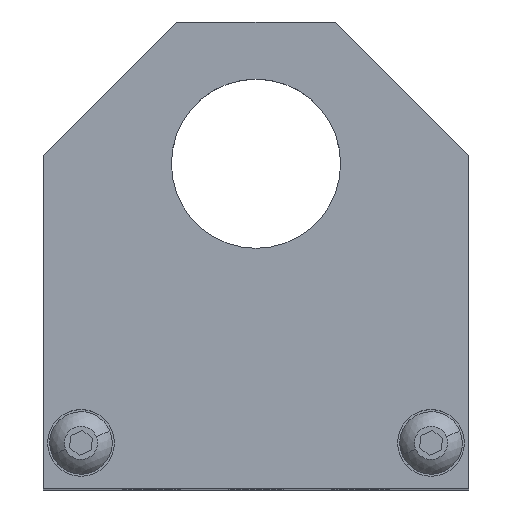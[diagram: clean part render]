
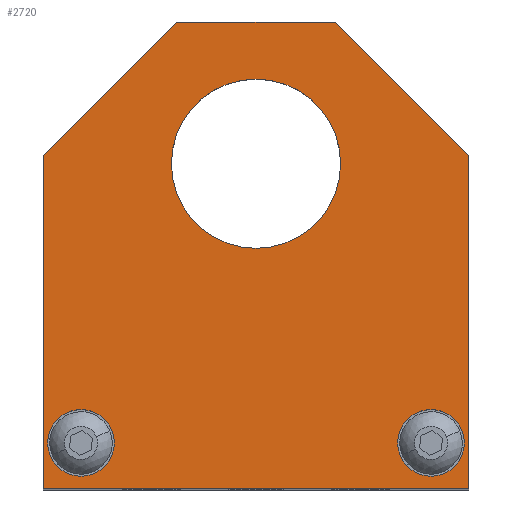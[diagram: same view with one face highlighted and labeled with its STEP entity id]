
A CAD part, top view. The second image highlights one B-rep face of the part: STEP entity #2720.
In plain terms, the highlighted planar face has unit normal (0, 0, 1).
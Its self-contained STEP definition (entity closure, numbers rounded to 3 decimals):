
#11 = VERTEX_POINT ( 'NONE', #90 ) ;
#29 = DIRECTION ( 'NONE',  ( 0.707, 0.707, 0. ) ) ;
#61 = CARTESIAN_POINT ( 'NONE',  ( -9.5, 45., 6. ) ) ;
#90 = CARTESIAN_POINT ( 'NONE',  ( -10.15, 28., 6. ) ) ;
#158 = ORIENTED_EDGE ( 'NONE', *, *, #2267, .F. ) ;
#172 = CARTESIAN_POINT ( 'NONE',  ( -21., -5.5, 6. ) ) ;
#195 = DIRECTION ( 'NONE',  ( 1., 0., 0. ) ) ;
#208 = AXIS2_PLACEMENT_3D ( 'NONE', #1041, #2468, #2824 ) ;
#212 = CIRCLE ( 'NONE', #3272, 10.15 ) ;
#229 = VERTEX_POINT ( 'NONE', #2320 ) ;
#255 = EDGE_LOOP ( 'NONE', ( #4475, #2699 ) ) ;
#391 = EDGE_CURVE ( 'NONE', #4186, #736, #2945, .T. ) ;
#413 = CARTESIAN_POINT ( 'NONE',  ( -25.5, -11., 6. ) ) ;
#506 = CARTESIAN_POINT ( 'NONE',  ( 21., -5.5, 6. ) ) ;
#518 = CIRCLE ( 'NONE', #3777, 4. ) ;
#521 = VERTEX_POINT ( 'NONE', #61 ) ;
#530 = LINE ( 'NONE', #3098, #3466 ) ;
#548 = EDGE_CURVE ( 'NONE', #4026, #680, #667, .T. ) ;
#639 = DIRECTION ( 'NONE',  ( 0., 0., 1. ) ) ;
#667 = LINE ( 'NONE', #3543, #2791 ) ;
#680 = VERTEX_POINT ( 'NONE', #3495 ) ;
#726 = EDGE_CURVE ( 'NONE', #871, #521, #2635, .T. ) ;
#736 = VERTEX_POINT ( 'NONE', #1388 ) ;
#742 = EDGE_LOOP ( 'NONE', ( #2555, #4307 ) ) ;
#865 = ORIENTED_EDGE ( 'NONE', *, *, #1926, .F. ) ;
#871 = VERTEX_POINT ( 'NONE', #1140 ) ;
#875 = ORIENTED_EDGE ( 'NONE', *, *, #2248, .F. ) ;
#935 = CARTESIAN_POINT ( 'NONE',  ( 0., 28., 6. ) ) ;
#958 = FACE_BOUND ( 'NONE', #255, .T. ) ;
#967 = AXIS2_PLACEMENT_3D ( 'NONE', #4125, #4103, #2025 ) ;
#999 = CARTESIAN_POINT ( 'NONE',  ( -25.5, -11., 6. ) ) ;
#1024 = CARTESIAN_POINT ( 'NONE',  ( 21., -5.5, 6. ) ) ;
#1041 = CARTESIAN_POINT ( 'NONE',  ( 0., 28., 6. ) ) ;
#1059 = CARTESIAN_POINT ( 'NONE',  ( -25.5, 29., 6. ) ) ;
#1060 = VECTOR ( 'NONE', #2732, 1000. ) ;
#1128 = EDGE_CURVE ( 'NONE', #2289, #11, #212, .T. ) ;
#1140 = CARTESIAN_POINT ( 'NONE',  ( -25.5, 29., 6. ) ) ;
#1306 = DIRECTION ( 'NONE',  ( 0., 0., -1. ) ) ;
#1313 = CIRCLE ( 'NONE', #967, 4. ) ;
#1353 = ORIENTED_EDGE ( 'NONE', *, *, #548, .F. ) ;
#1374 = DIRECTION ( 'NONE',  ( 1., 0., 0. ) ) ;
#1388 = CARTESIAN_POINT ( 'NONE',  ( 25., -5.5, 6. ) ) ;
#1501 = AXIS2_PLACEMENT_3D ( 'NONE', #2417, #639, #4443 ) ;
#1510 = CARTESIAN_POINT ( 'NONE',  ( -25., -5.5, 6. ) ) ;
#1563 = CARTESIAN_POINT ( 'NONE',  ( -17., -5.5, 6. ) ) ;
#1583 = EDGE_CURVE ( 'NONE', #2031, #3355, #1313, .T. ) ;
#1772 = LINE ( 'NONE', #999, #2700 ) ;
#1832 = EDGE_LOOP ( 'NONE', ( #4295, #875, #2890, #158, #1353, #2846 ) ) ;
#1926 = EDGE_CURVE ( 'NONE', #736, #4186, #4235, .T. ) ;
#1988 = LINE ( 'NONE', #3765, #1060 ) ;
#2006 = DIRECTION ( 'NONE',  ( 0., 1., 0. ) ) ;
#2025 = DIRECTION ( 'NONE',  ( 1., 0., 0. ) ) ;
#2031 = VERTEX_POINT ( 'NONE', #1563 ) ;
#2180 = VECTOR ( 'NONE', #29, 1000. ) ;
#2248 = EDGE_CURVE ( 'NONE', #3740, #871, #1772, .T. ) ;
#2267 = EDGE_CURVE ( 'NONE', #680, #229, #1988, .T. ) ;
#2274 = CIRCLE ( 'NONE', #208, 10.15 ) ;
#2289 = VERTEX_POINT ( 'NONE', #3102 ) ;
#2320 = CARTESIAN_POINT ( 'NONE',  ( 25.5, -11., 6. ) ) ;
#2324 = CARTESIAN_POINT ( 'NONE',  ( 25.5, -11., 6. ) ) ;
#2361 = CARTESIAN_POINT ( 'NONE',  ( 17., -5.5, 6. ) ) ;
#2394 = AXIS2_PLACEMENT_3D ( 'NONE', #1024, #3498, #2462 ) ;
#2417 = CARTESIAN_POINT ( 'NONE',  ( 0., 54.5, 6. ) ) ;
#2462 = DIRECTION ( 'NONE',  ( 1., 0., 0. ) ) ;
#2468 = DIRECTION ( 'NONE',  ( 0., 0., -1. ) ) ;
#2499 = FACE_OUTER_BOUND ( 'NONE', #1832, .T. ) ;
#2555 = ORIENTED_EDGE ( 'NONE', *, *, #1583, .F. ) ;
#2598 = LINE ( 'NONE', #2324, #2873 ) ;
#2635 = LINE ( 'NONE', #1059, #2180 ) ;
#2699 = ORIENTED_EDGE ( 'NONE', *, *, #1128, .T. ) ;
#2700 = VECTOR ( 'NONE', #2006, 1000. ) ;
#2720 = ADVANCED_FACE ( 'NONE', ( #958, #2985, #4379, #2499 ), #2774, .T. ) ;
#2732 = DIRECTION ( 'NONE',  ( 0., -1., 0. ) ) ;
#2737 = EDGE_CURVE ( 'NONE', #521, #4026, #530, .T. ) ;
#2774 = PLANE ( 'NONE',  #1501 ) ;
#2791 = VECTOR ( 'NONE', #4245, 1000. ) ;
#2802 = EDGE_CURVE ( 'NONE', #11, #2289, #2274, .T. ) ;
#2824 = DIRECTION ( 'NONE',  ( -1., 0., 0. ) ) ;
#2846 = ORIENTED_EDGE ( 'NONE', *, *, #2737, .F. ) ;
#2873 = VECTOR ( 'NONE', #4417, 1000. ) ;
#2890 = ORIENTED_EDGE ( 'NONE', *, *, #3576, .F. ) ;
#2900 = CARTESIAN_POINT ( 'NONE',  ( 9.5, 45., 6. ) ) ;
#2945 = CIRCLE ( 'NONE', #2394, 4. ) ;
#2985 = FACE_BOUND ( 'NONE', #4038, .T. ) ;
#3098 = CARTESIAN_POINT ( 'NONE',  ( -9.5, 45., 6. ) ) ;
#3102 = CARTESIAN_POINT ( 'NONE',  ( 10.15, 28., 6. ) ) ;
#3272 = AXIS2_PLACEMENT_3D ( 'NONE', #935, #1306, #4408 ) ;
#3335 = ORIENTED_EDGE ( 'NONE', *, *, #391, .F. ) ;
#3355 = VERTEX_POINT ( 'NONE', #1510 ) ;
#3391 = AXIS2_PLACEMENT_3D ( 'NONE', #506, #3612, #3978 ) ;
#3466 = VECTOR ( 'NONE', #1374, 1000. ) ;
#3495 = CARTESIAN_POINT ( 'NONE',  ( 25.5, 29., 6. ) ) ;
#3498 = DIRECTION ( 'NONE',  ( 0., 0., 1. ) ) ;
#3543 = CARTESIAN_POINT ( 'NONE',  ( 25.5, 29., 6. ) ) ;
#3576 = EDGE_CURVE ( 'NONE', #229, #3740, #2598, .T. ) ;
#3612 = DIRECTION ( 'NONE',  ( 0., 0., 1. ) ) ;
#3664 = DIRECTION ( 'NONE',  ( 0., 0., 1. ) ) ;
#3740 = VERTEX_POINT ( 'NONE', #413 ) ;
#3765 = CARTESIAN_POINT ( 'NONE',  ( 25.5, 29., 6. ) ) ;
#3777 = AXIS2_PLACEMENT_3D ( 'NONE', #172, #3664, #195 ) ;
#3904 = EDGE_CURVE ( 'NONE', #3355, #2031, #518, .T. ) ;
#3978 = DIRECTION ( 'NONE',  ( 1., 0., 0. ) ) ;
#4026 = VERTEX_POINT ( 'NONE', #2900 ) ;
#4038 = EDGE_LOOP ( 'NONE', ( #865, #3335 ) ) ;
#4103 = DIRECTION ( 'NONE',  ( 0., 0., 1. ) ) ;
#4125 = CARTESIAN_POINT ( 'NONE',  ( -21., -5.5, 6. ) ) ;
#4186 = VERTEX_POINT ( 'NONE', #2361 ) ;
#4235 = CIRCLE ( 'NONE', #3391, 4. ) ;
#4245 = DIRECTION ( 'NONE',  ( 0.707, -0.707, 0. ) ) ;
#4295 = ORIENTED_EDGE ( 'NONE', *, *, #726, .F. ) ;
#4307 = ORIENTED_EDGE ( 'NONE', *, *, #3904, .F. ) ;
#4379 = FACE_BOUND ( 'NONE', #742, .T. ) ;
#4408 = DIRECTION ( 'NONE',  ( -1., 0., 0. ) ) ;
#4417 = DIRECTION ( 'NONE',  ( -1., 0., 0. ) ) ;
#4443 = DIRECTION ( 'NONE',  ( 1., 0., 0. ) ) ;
#4475 = ORIENTED_EDGE ( 'NONE', *, *, #2802, .T. ) ;
